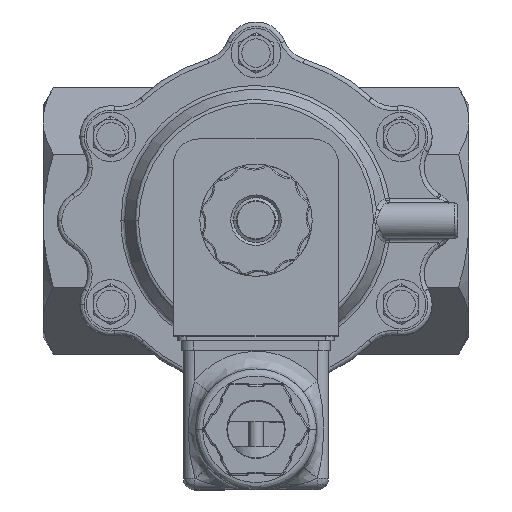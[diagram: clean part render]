
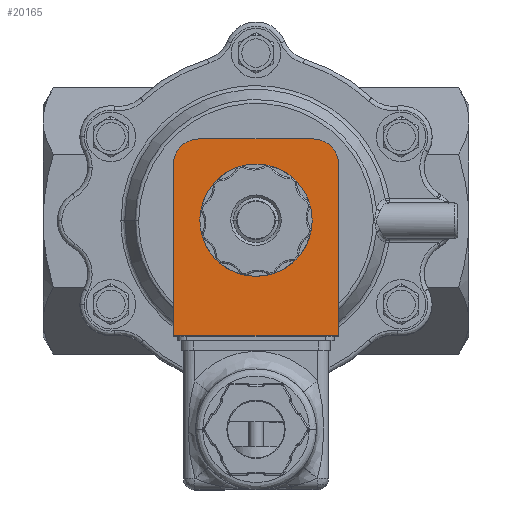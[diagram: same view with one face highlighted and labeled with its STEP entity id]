
A CAD part, top view. The second image highlights one B-rep face of the part: STEP entity #20165.
In plain terms, the highlighted planar face has unit normal (0, 0, 1).
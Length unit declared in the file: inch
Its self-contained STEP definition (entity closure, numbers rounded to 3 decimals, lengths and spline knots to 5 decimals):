
#1507 = LINE ( 'NONE', #64412, #54711 ) ;
#1583 = AXIS2_PLACEMENT_3D ( 'NONE', #3032, #39112, #8200 ) ;
#2442 = VERTEX_POINT ( 'NONE', #58439 ) ;
#3032 = CARTESIAN_POINT ( 'NONE',  ( 0., 0., 3.825 ) ) ;
#3136 = DIRECTION ( 'NONE',  ( 1., 0., 0. ) ) ;
#6209 = FACE_OUTER_BOUND ( 'NONE', #56482, .T. ) ;
#6262 = DIRECTION ( 'NONE',  ( 0., -1., 0. ) ) ;
#8200 = DIRECTION ( 'NONE',  ( 1., 0., 0. ) ) ;
#8387 = AXIS2_PLACEMENT_3D ( 'NONE', #60654, #29832, #65811 ) ;
#9552 = CARTESIAN_POINT ( 'NONE',  ( -0.4035, 0.572, 3.825 ) ) ;
#10163 = DIRECTION ( 'NONE',  ( 0., 0., -1. ) ) ;
#10615 = ORIENTED_EDGE ( 'NONE', *, *, #14315, .F. ) ;
#11423 = VERTEX_POINT ( 'NONE', #29432 ) ;
#12724 = CARTESIAN_POINT ( 'NONE',  ( 0.5805, -0.816, 3.825 ) ) ;
#13250 = VERTEX_POINT ( 'NONE', #31609 ) ;
#13279 = LINE ( 'NONE', #65749, #66479 ) ;
#13704 = LINE ( 'NONE', #37148, #41167 ) ;
#14253 = VERTEX_POINT ( 'NONE', #12724 ) ;
#14315 = EDGE_CURVE ( 'NONE', #39082, #2442, #25273, .T. ) ;
#17026 = CARTESIAN_POINT ( 'NONE',  ( 0.5805, 0.395, 3.825 ) ) ;
#17744 = EDGE_CURVE ( 'NONE', #32372, #14253, #13704, .T. ) ;
#17798 = PLANE ( 'NONE',  #54941 ) ;
#19848 = ORIENTED_EDGE ( 'NONE', *, *, #17744, .F. ) ;
#20165 = ADVANCED_FACE ( 'NONE', ( #61030, #6209 ), #17798, .F. ) ;
#20739 = VECTOR ( 'NONE', #28357, 39.37008 ) ;
#24377 = VERTEX_POINT ( 'NONE', #9552 ) ;
#25273 = CIRCLE ( 'NONE', #1583, 0.2175 ) ;
#26147 = CIRCLE ( 'NONE', #47500, 0.177 ) ;
#27354 = AXIS2_PLACEMENT_3D ( 'NONE', #64851, #34000, #3136 ) ;
#27969 = DIRECTION ( 'NONE',  ( 0., 0., -1. ) ) ;
#28357 = DIRECTION ( 'NONE',  ( 0., 1., 0. ) ) ;
#28837 = EDGE_CURVE ( 'NONE', #2442, #39082, #31116, .T. ) ;
#29432 = CARTESIAN_POINT ( 'NONE',  ( 0.4035, 0.572, 3.825 ) ) ;
#29832 = DIRECTION ( 'NONE',  ( 0., 0., -1. ) ) ;
#31116 = CIRCLE ( 'NONE', #27354, 0.2175 ) ;
#31609 = CARTESIAN_POINT ( 'NONE',  ( -0.5805, -0.816, 3.825 ) ) ;
#32372 = VERTEX_POINT ( 'NONE', #17026 ) ;
#34000 = DIRECTION ( 'NONE',  ( 0., 0., 1. ) ) ;
#34424 = LINE ( 'NONE', #38692, #20739 ) ;
#36724 = ORIENTED_EDGE ( 'NONE', *, *, #63978, .F. ) ;
#37148 = CARTESIAN_POINT ( 'NONE',  ( 0.5805, -0.122, 3.825 ) ) ;
#38103 = CARTESIAN_POINT ( 'NONE',  ( -0.5805, 0.395, 3.825 ) ) ;
#38692 = CARTESIAN_POINT ( 'NONE',  ( -0.5805, 0.572, 3.825 ) ) ;
#39082 = VERTEX_POINT ( 'NONE', #53986 ) ;
#39112 = DIRECTION ( 'NONE',  ( 0., 0., 1. ) ) ;
#39850 = EDGE_CURVE ( 'NONE', #11423, #32372, #26147, .T. ) ;
#41056 = CARTESIAN_POINT ( 'NONE',  ( 0.4035, 0.395, 3.825 ) ) ;
#41167 = VECTOR ( 'NONE', #6262, 39.37008 ) ;
#43500 = CARTESIAN_POINT ( 'NONE',  ( 0., -0.122, 3.825 ) ) ;
#45287 = DIRECTION ( 'NONE',  ( 1., 0., 0. ) ) ;
#46207 = DIRECTION ( 'NONE',  ( -1., 0., 0. ) ) ;
#47500 = AXIS2_PLACEMENT_3D ( 'NONE', #41056, #10163, #46207 ) ;
#50673 = VERTEX_POINT ( 'NONE', #38103 ) ;
#52808 = ORIENTED_EDGE ( 'NONE', *, *, #59156, .F. ) ;
#53820 = DIRECTION ( 'NONE',  ( -1., 0., 0. ) ) ;
#53986 = CARTESIAN_POINT ( 'NONE',  ( 0.2175, 0., 3.825 ) ) ;
#54711 = VECTOR ( 'NONE', #59471, 39.37008 ) ;
#54941 = AXIS2_PLACEMENT_3D ( 'NONE', #43500, #27969, #53820 ) ;
#56039 = ORIENTED_EDGE ( 'NONE', *, *, #59836, .F. ) ;
#56482 = EDGE_LOOP ( 'NONE', ( #36724, #56039, #52808, #65765, #19848, #58286 ) ) ;
#56922 = CIRCLE ( 'NONE', #8387, 0.177 ) ;
#57217 = ORIENTED_EDGE ( 'NONE', *, *, #28837, .F. ) ;
#57776 = EDGE_CURVE ( 'NONE', #14253, #13250, #1507, .T. ) ;
#58286 = ORIENTED_EDGE ( 'NONE', *, *, #39850, .F. ) ;
#58439 = CARTESIAN_POINT ( 'NONE',  ( -0.2175, 0., 3.825 ) ) ;
#59156 = EDGE_CURVE ( 'NONE', #13250, #50673, #34424, .T. ) ;
#59471 = DIRECTION ( 'NONE',  ( -1., 0., 0. ) ) ;
#59836 = EDGE_CURVE ( 'NONE', #50673, #24377, #56922, .T. ) ;
#60654 = CARTESIAN_POINT ( 'NONE',  ( -0.4035, 0.395, 3.825 ) ) ;
#61030 = FACE_BOUND ( 'NONE', #63675, .T. ) ;
#63675 = EDGE_LOOP ( 'NONE', ( #10615, #57217 ) ) ;
#63978 = EDGE_CURVE ( 'NONE', #24377, #11423, #13279, .T. ) ;
#64412 = CARTESIAN_POINT ( 'NONE',  ( -0.5805, -0.816, 3.825 ) ) ;
#64851 = CARTESIAN_POINT ( 'NONE',  ( 0., 0., 3.825 ) ) ;
#65749 = CARTESIAN_POINT ( 'NONE',  ( 0.5805, 0.572, 3.825 ) ) ;
#65765 = ORIENTED_EDGE ( 'NONE', *, *, #57776, .F. ) ;
#65811 = DIRECTION ( 'NONE',  ( -1., 0., 0. ) ) ;
#66479 = VECTOR ( 'NONE', #45287, 39.37008 ) ;
